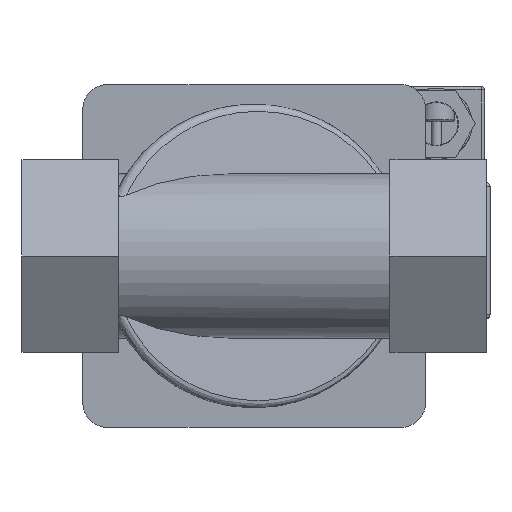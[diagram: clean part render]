
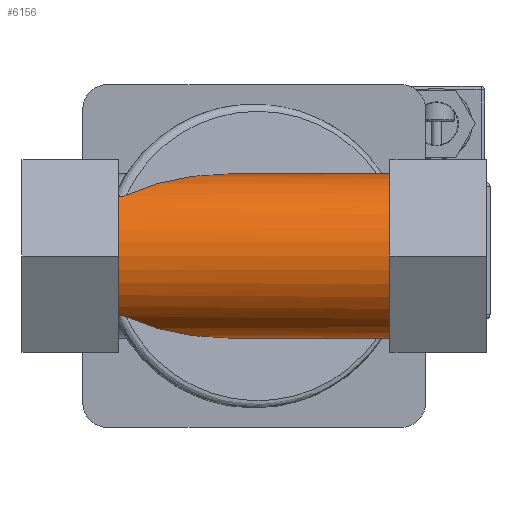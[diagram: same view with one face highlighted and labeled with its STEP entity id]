
A CAD part, front view. The second image highlights one B-rep face of the part: STEP entity #6156.
In plain terms, the highlighted cylindrical face has radius 23 mm (diameter 46 mm), a partial arc.
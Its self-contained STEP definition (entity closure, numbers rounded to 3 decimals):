
#101=ELLIPSE('',#6534,49.157,23.);
#104=ELLIPSE('',#6538,49.157,23.);
#127=B_SPLINE_CURVE_WITH_KNOTS('',3,(#9261,#9262,#9263,#9264,#9265,#9266,
#9267,#9268,#9269,#9270,#9271,#9272),.UNSPECIFIED.,.F.,.F.,(4,2,2,2,2,4),
(0.324,0.362,0.426,0.49,
0.576,0.689),.UNSPECIFIED.);
#128=B_SPLINE_CURVE_WITH_KNOTS('',3,(#9339,#9340,#9341,#9342,#9343,#9344,
#9345,#9346,#9347,#9348,#9349,#9350),.UNSPECIFIED.,.F.,.F.,(4,2,2,2,2,4),
(0.,0.109,0.18,0.234,0.286,
0.295),.UNSPECIFIED.);
#497=FACE_OUTER_BOUND('',#867,.T.);
#867=EDGE_LOOP('',(#4612,#4613,#4614,#4615,#4616,#4617,#4618,#4619));
#1378=LINE('',#9678,#1988);
#1379=LINE('',#9679,#1989);
#1988=VECTOR('',#7556,10.);
#1989=VECTOR('',#7557,10.);
#2459=CIRCLE('',#6562,23.);
#2471=CIRCLE('',#6593,23.);
#2739=VERTEX_POINT('',#9237);
#2742=VERTEX_POINT('',#9259);
#2743=VERTEX_POINT('',#9274);
#2744=VERTEX_POINT('',#9337);
#2745=VERTEX_POINT('',#9338);
#2749=VERTEX_POINT('',#9375);
#2827=VERTEX_POINT('',#9612);
#2828=VERTEX_POINT('',#9614);
#3365=EDGE_CURVE('',#2742,#2739,#127,.F.);
#3367=EDGE_CURVE('',#2743,#2742,#101,.T.);
#3368=EDGE_CURVE('',#2744,#2745,#128,.T.);
#3373=EDGE_CURVE('',#2744,#2749,#104,.T.);
#3409=EDGE_CURVE('',#2745,#2739,#2459,.F.);
#3484=EDGE_CURVE('',#2827,#2828,#2471,.T.);
#3517=EDGE_CURVE('',#2743,#2828,#1378,.T.);
#3518=EDGE_CURVE('',#2827,#2749,#1379,.T.);
#4612=ORIENTED_EDGE('',*,*,#3367,.F.);
#4613=ORIENTED_EDGE('',*,*,#3517,.T.);
#4614=ORIENTED_EDGE('',*,*,#3484,.F.);
#4615=ORIENTED_EDGE('',*,*,#3518,.T.);
#4616=ORIENTED_EDGE('',*,*,#3373,.F.);
#4617=ORIENTED_EDGE('',*,*,#3368,.T.);
#4618=ORIENTED_EDGE('',*,*,#3409,.T.);
#4619=ORIENTED_EDGE('',*,*,#3365,.F.);
#6001=CYLINDRICAL_SURFACE('',#6608,23.);
#6156=ADVANCED_FACE('',(#497),#6001,.T.);
#6534=AXIS2_PLACEMENT_3D('',#9276,#7290,#7291);
#6538=AXIS2_PLACEMENT_3D('',#9376,#7298,#7299);
#6562=AXIS2_PLACEMENT_3D('',#9451,#7372,#7373);
#6593=AXIS2_PLACEMENT_3D('',#9615,#7493,#7494);
#6608=AXIS2_PLACEMENT_3D('',#9677,#7554,#7555);
#7290=DIRECTION('center_axis',(-0.468,0.884,0.));
#7291=DIRECTION('ref_axis',(-0.884,-0.468,0.));
#7298=DIRECTION('center_axis',(-0.468,0.884,0.));
#7299=DIRECTION('ref_axis',(-0.884,-0.468,0.));
#7372=DIRECTION('center_axis',(-1.,0.,0.));
#7373=DIRECTION('ref_axis',(0.,0.,1.));
#7493=DIRECTION('center_axis',(1.,0.,0.));
#7494=DIRECTION('ref_axis',(0.,0.,1.));
#7554=DIRECTION('center_axis',(1.,0.,0.));
#7555=DIRECTION('ref_axis',(0.,0.,1.));
#7556=DIRECTION('',(1.,0.,0.));
#7557=DIRECTION('',(-1.,0.,0.));
#9237=CARTESIAN_POINT('',(-38.,-41.499,-16.993));
#9259=CARTESIAN_POINT('',(-35.809,-41.458,-17.031));
#9261=CARTESIAN_POINT('Ctrl Pts',(-38.,-41.499,-16.993));
#9262=CARTESIAN_POINT('Ctrl Pts',(-37.949,-41.549,-16.948));
#9263=CARTESIAN_POINT('Ctrl Pts',(-37.892,-41.594,-16.906));
#9264=CARTESIAN_POINT('Ctrl Pts',(-37.721,-41.704,-16.805));
#9265=CARTESIAN_POINT('Ctrl Pts',(-37.599,-41.755,-16.757));
#9266=CARTESIAN_POINT('Ctrl Pts',(-37.329,-41.82,-16.695));
#9267=CARTESIAN_POINT('Ctrl Pts',(-37.187,-41.832,-16.684));
#9268=CARTESIAN_POINT('Ctrl Pts',(-36.851,-41.821,-16.694));
#9269=CARTESIAN_POINT('Ctrl Pts',(-36.661,-41.785,-16.728));
#9270=CARTESIAN_POINT('Ctrl Pts',(-36.245,-41.666,-16.84));
#9271=CARTESIAN_POINT('Ctrl Pts',(-36.017,-41.568,-16.931));
#9272=CARTESIAN_POINT('Ctrl Pts',(-35.809,-41.458,-17.031));
#9274=CARTESIAN_POINT('',(-6.611,-26.,-23.));
#9276=CARTESIAN_POINT('Origin',(-6.611,-26.,0.));
#9337=CARTESIAN_POINT('',(-35.809,-41.458,17.031));
#9338=CARTESIAN_POINT('',(-38.,-41.499,16.993));
#9339=CARTESIAN_POINT('Ctrl Pts',(-35.809,-41.458,17.031));
#9340=CARTESIAN_POINT('Ctrl Pts',(-36.104,-41.614,16.89));
#9341=CARTESIAN_POINT('Ctrl Pts',(-36.394,-41.723,16.787));
#9342=CARTESIAN_POINT('Ctrl Pts',(-36.853,-41.819,16.696));
#9343=CARTESIAN_POINT('Ctrl Pts',(-37.043,-41.838,16.678));
#9344=CARTESIAN_POINT('Ctrl Pts',(-37.374,-41.813,16.702));
#9345=CARTESIAN_POINT('Ctrl Pts',(-37.51,-41.783,16.73));
#9346=CARTESIAN_POINT('Ctrl Pts',(-37.759,-41.684,16.823));
#9347=CARTESIAN_POINT('Ctrl Pts',(-37.864,-41.619,16.884));
#9348=CARTESIAN_POINT('Ctrl Pts',(-37.97,-41.527,16.968));
#9349=CARTESIAN_POINT('Ctrl Pts',(-37.985,-41.513,16.981));
#9350=CARTESIAN_POINT('Ctrl Pts',(-38.,-41.499,16.993));
#9375=CARTESIAN_POINT('',(-6.611,-26.,23.));
#9376=CARTESIAN_POINT('Origin',(-6.611,-26.,0.));
#9451=CARTESIAN_POINT('Origin',(-38.,-26.,0.));
#9612=CARTESIAN_POINT('',(38.,-26.,23.));
#9614=CARTESIAN_POINT('',(38.,-26.,-23.));
#9615=CARTESIAN_POINT('Origin',(38.,-26.,0.));
#9677=CARTESIAN_POINT('Origin',(0.,-26.,0.));
#9678=CARTESIAN_POINT('',(0.,-26.,-23.));
#9679=CARTESIAN_POINT('',(0.,-26.,23.));
